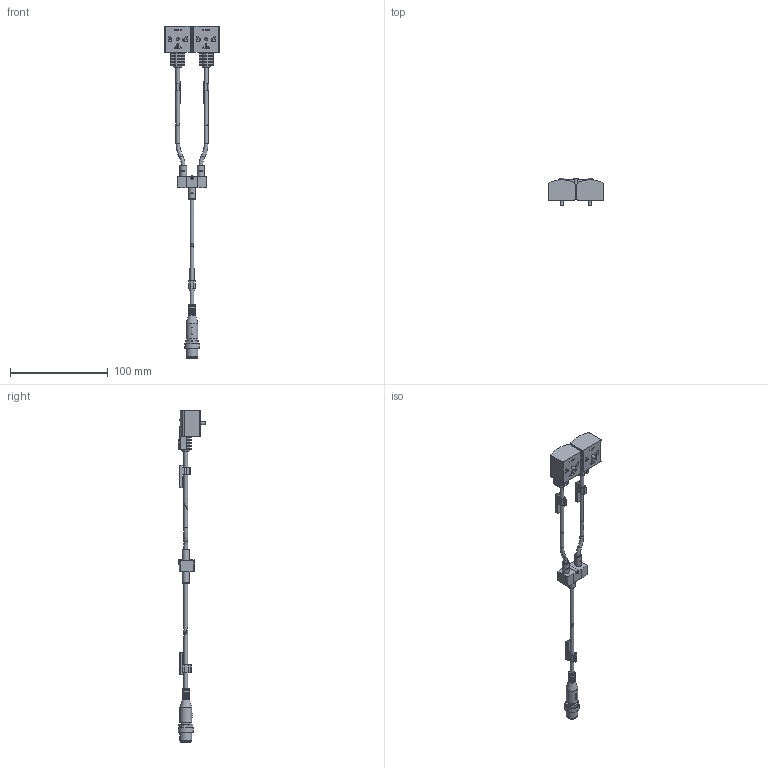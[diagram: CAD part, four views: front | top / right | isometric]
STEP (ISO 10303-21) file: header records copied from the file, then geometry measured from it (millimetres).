
FILE_DESCRIPTION(/* description */ ('STEP AP214'),/* implementation_level */ '2;1');
FILE_NAME(/* name */ '8035791_NEDY-L2R1-V1-A1W4L-U-0_3L-M12G4-2_5R',/* time_stamp */ '2024-09-12T21:39:13+02:00',/* author */ ('License CC BY-ND 4.0'),/* organization */ ('CADENAS'),/* preprocessor_version */ 'ST-DEVELOPER v19.3',/* originating_system */ 'PARTsolutions',/* authorisation */ ' ');
FILE_SCHEMA (('AUTOMOTIVE_DESIGN {1 0 10303 214 3 1 1}'));
Length unit declared in the file: millimetre
Products named in the file (6): 8035791 NEDY-L2R1-V1-A1W4L-U-0.3L-M12G4-2.5R; 8119133 NEDY-D4.5-D3.8---(3.8G); 699176 A1_Form-A_p---(0_3.8_4); 1043092 ASCF-M-23-V DM 3.3-4.8; 3956624 M12G-Stecker_p---(2_3.8_4); 1051830 ASCF-M-23-C DM 4.0-5.6
Assembly tree (7 placements, depth 2):
  8035791 NEDY-L2R1-V1-A1W4L-U-0.3L-M12G4-2.5R
    8119133 NEDY-D4.5-D3.8---(3.8G)
    699176 A1_Form-A_p---(0_3.8_4)  x2
    1043092 ASCF-M-23-V DM 3.3-4.8  x2
    3956624 M12G-Stecker_p---(2_3.8_4)
    1051830 ASCF-M-23-C DM 4.0-5.6
Bounding box: 56 x 28.33 x 339.9 mm (x, y, z)
Volume: 48293.6 mm3; surface area: 23404.5 mm2
Topology: 7 solids, 7 shells, 716 faces, 1931 edges, 1279 vertices
Faces by surface type: plane 452, cylinder 232, torus 20, cone 8, sphere 4
Full cylindrical faces by diameter (mm): 1 x4, 2.2 x1, 3 x2, 3.8 x6, 4.7 x1, 6 x2, 7 x8, 8.3 x1, 9.6 x1, 10.5 x1, 12 x2, 15 x1
Entity records: 17696 total; most frequent: CARTESIAN_POINT 2992, DIRECTION 2548, ORIENTED_EDGE 2496, EDGE_CURVE 1248, AXIS2_PLACEMENT_3D 882, VERTEX_POINT 851, LINE 784, VECTOR 784
